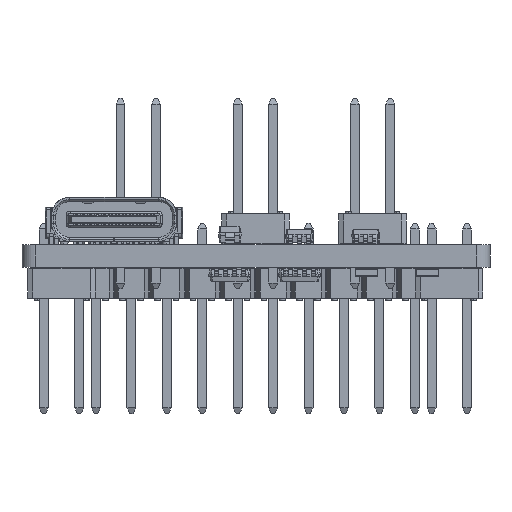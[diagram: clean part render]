
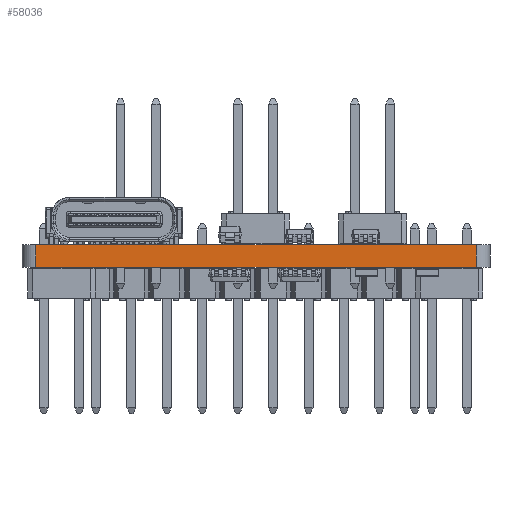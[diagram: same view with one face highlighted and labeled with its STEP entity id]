
A CAD part, front view. The second image highlights one B-rep face of the part: STEP entity #58036.
In plain terms, the highlighted planar face has unit normal (0, -1, 0).
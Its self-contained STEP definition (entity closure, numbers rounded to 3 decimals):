
#54619 = VERTEX_POINT('',#54620);
#54620 = CARTESIAN_POINT('',(89.95,-146.55,0.));
#54627 = EDGE_CURVE('',#54628,#54619,#54630,.T.);
#54628 = VERTEX_POINT('',#54629);
#54629 = CARTESIAN_POINT('',(121.5,-146.55,0.));
#54630 = LINE('',#54631,#54632);
#54631 = CARTESIAN_POINT('',(121.5,-146.55,0.));
#54632 = VECTOR('',#54633,1.);
#54633 = DIRECTION('',(-1.,0.,0.));
#56314 = VERTEX_POINT('',#56315);
#56315 = CARTESIAN_POINT('',(89.95,-146.55,1.6));
#56322 = EDGE_CURVE('',#56323,#56314,#56325,.T.);
#56323 = VERTEX_POINT('',#56324);
#56324 = CARTESIAN_POINT('',(121.5,-146.55,1.6));
#56325 = LINE('',#56326,#56327);
#56326 = CARTESIAN_POINT('',(121.5,-146.55,1.6));
#56327 = VECTOR('',#56328,1.);
#56328 = DIRECTION('',(-1.,0.,0.));
#58008 = EDGE_CURVE('',#54628,#56323,#58009,.T.);
#58009 = LINE('',#58010,#58011);
#58010 = CARTESIAN_POINT('',(121.5,-146.55,0.));
#58011 = VECTOR('',#58012,1.);
#58012 = DIRECTION('',(0.,0.,1.));
#58036 = ADVANCED_FACE('',(#58037),#58048,.T.);
#58037 = FACE_BOUND('',#58038,.T.);
#58038 = EDGE_LOOP('',(#58039,#58040,#58041,#58047));
#58039 = ORIENTED_EDGE('',*,*,#58008,.T.);
#58040 = ORIENTED_EDGE('',*,*,#56322,.T.);
#58041 = ORIENTED_EDGE('',*,*,#58042,.F.);
#58042 = EDGE_CURVE('',#54619,#56314,#58043,.T.);
#58043 = LINE('',#58044,#58045);
#58044 = CARTESIAN_POINT('',(89.95,-146.55,0.));
#58045 = VECTOR('',#58046,1.);
#58046 = DIRECTION('',(0.,0.,1.));
#58047 = ORIENTED_EDGE('',*,*,#54627,.F.);
#58048 = PLANE('',#58049);
#58049 = AXIS2_PLACEMENT_3D('',#58050,#58051,#58052);
#58050 = CARTESIAN_POINT('',(121.5,-146.55,0.));
#58051 = DIRECTION('',(0.,-1.,0.));
#58052 = DIRECTION('',(-1.,0.,0.));
